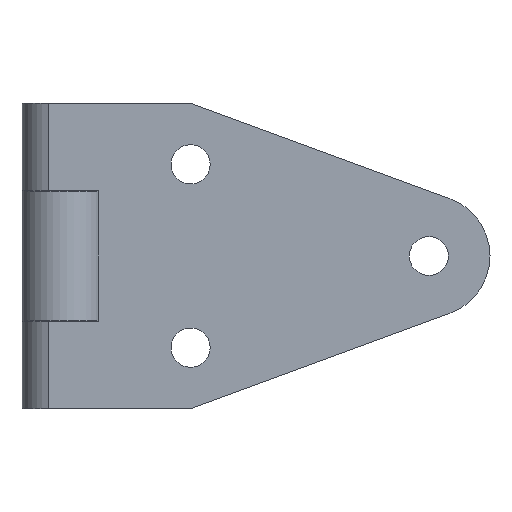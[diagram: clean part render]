
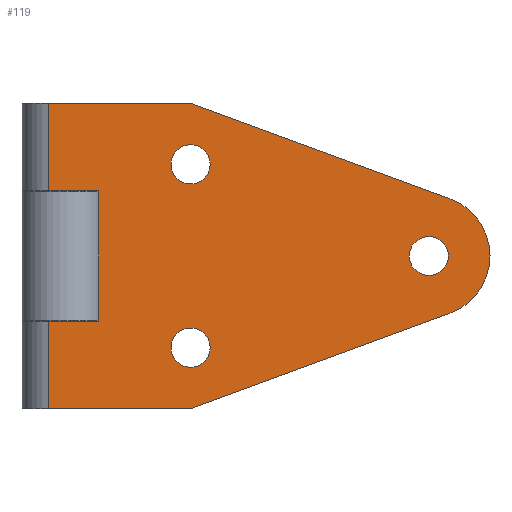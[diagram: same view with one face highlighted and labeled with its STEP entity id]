
A CAD part, front view. The second image highlights one B-rep face of the part: STEP entity #119.
In plain terms, the highlighted planar face has unit normal (0, -1, 0).
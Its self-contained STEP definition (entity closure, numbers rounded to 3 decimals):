
#119 = ADVANCED_FACE( '', ( #265, #266, #267, #268 ), #269, .T. );
#265 = FACE_BOUND( '', #441, .T. );
#266 = FACE_BOUND( '', #442, .T. );
#267 = FACE_BOUND( '', #443, .T. );
#268 = FACE_OUTER_BOUND( '', #444, .T. );
#269 = PLANE( '', #445 );
#441 = EDGE_LOOP( '', ( #718 ) );
#442 = EDGE_LOOP( '', ( #719 ) );
#443 = EDGE_LOOP( '', ( #720 ) );
#444 = EDGE_LOOP( '', ( #721, #722, #723, #724, #725, #726, #727, #728, #729, #730 ) );
#445 = AXIS2_PLACEMENT_3D( '', #731, #732, #733 );
#718 = ORIENTED_EDGE( '', *, *, #932, .F. );
#719 = ORIENTED_EDGE( '', *, *, #989, .F. );
#720 = ORIENTED_EDGE( '', *, *, #990, .F. );
#721 = ORIENTED_EDGE( '', *, *, #991, .T. );
#722 = ORIENTED_EDGE( '', *, *, #928, .T. );
#723 = ORIENTED_EDGE( '', *, *, #992, .F. );
#724 = ORIENTED_EDGE( '', *, *, #938, .T. );
#725 = ORIENTED_EDGE( '', *, *, #943, .F. );
#726 = ORIENTED_EDGE( '', *, *, #895, .F. );
#727 = ORIENTED_EDGE( '', *, *, #950, .T. );
#728 = ORIENTED_EDGE( '', *, *, #948, .T. );
#729 = ORIENTED_EDGE( '', *, *, #993, .F. );
#730 = ORIENTED_EDGE( '', *, *, #994, .T. );
#731 = CARTESIAN_POINT( '', ( -2.263, -6.2, 10.7 ) );
#732 = DIRECTION( '', ( 0., -1., 0. ) );
#733 = DIRECTION( '', ( 0., 0., -1. ) );
#895 = EDGE_CURVE( '', #1037, #1033, #1039, .T. );
#928 = EDGE_CURVE( '', #1098, #1099, #1100, .T. );
#932 = EDGE_CURVE( '', #1104, #1104, #1105, .T. );
#938 = EDGE_CURVE( '', #1114, #1115, #1116, .T. );
#943 = EDGE_CURVE( '', #1033, #1115, #1122, .T. );
#948 = EDGE_CURVE( '', #1125, #1127, #1129, .T. );
#950 = EDGE_CURVE( '', #1037, #1125, #1131, .T. );
#989 = EDGE_CURVE( '', #1187, #1187, #1188, .T. );
#990 = EDGE_CURVE( '', #1189, #1189, #1190, .T. );
#991 = EDGE_CURVE( '', #1191, #1098, #1192, .T. );
#992 = EDGE_CURVE( '', #1114, #1099, #1193, .T. );
#993 = EDGE_CURVE( '', #1194, #1127, #1195, .T. );
#994 = EDGE_CURVE( '', #1194, #1191, #1196, .T. );
#1033 = VERTEX_POINT( '', #1245 );
#1037 = VERTEX_POINT( '', #1250 );
#1039 = LINE( '', #1252, #1253 );
#1098 = VERTEX_POINT( '', #1326 );
#1099 = VERTEX_POINT( '', #1327 );
#1100 = LINE( '', #1328, #1329 );
#1104 = VERTEX_POINT( '', #1335 );
#1105 = CIRCLE( '', #1336, 3.2 );
#1114 = VERTEX_POINT( '', #1345 );
#1115 = VERTEX_POINT( '', #1346 );
#1116 = LINE( '', #1347, #1348 );
#1122 = LINE( '', #1356, #1357 );
#1125 = VERTEX_POINT( '', #1360 );
#1127 = VERTEX_POINT( '', #1362 );
#1129 = LINE( '', #1364, #1365 );
#1131 = LINE( '', #1367, #1368 );
#1187 = VERTEX_POINT( '', #1435 );
#1188 = CIRCLE( '', #1436, 3.2 );
#1189 = VERTEX_POINT( '', #1437 );
#1190 = CIRCLE( '', #1438, 3.2 );
#1191 = VERTEX_POINT( '', #1439 );
#1192 = LINE( '', #1440, #1441 );
#1193 = CIRCLE( '', #1442, 10. );
#1194 = VERTEX_POINT( '', #1443 );
#1195 = LINE( '', #1444, #1445 );
#1196 = LINE( '', #1446, #1447 );
#1245 = CARTESIAN_POINT( '', ( -2.263, -6.2, 25. ) );
#1250 = CARTESIAN_POINT( '', ( -2.263, -6.2, 10.7 ) );
#1252 = CARTESIAN_POINT( '', ( -2.263, -6.2, 10.7 ) );
#1253 = VECTOR( '', #1507, 1000. );
#1326 = CARTESIAN_POINT( '', ( 21., -6.2, -25. ) );
#1327 = CARTESIAN_POINT( '', ( 63.452, -6.2, -9.385 ) );
#1328 = CARTESIAN_POINT( '', ( 21., -6.2, -25. ) );
#1329 = VECTOR( '', #1558, 1000. );
#1335 = CARTESIAN_POINT( '', ( 60., -6.2, -3.2 ) );
#1336 = AXIS2_PLACEMENT_3D( '', #1561, #1562, #1563 );
#1345 = CARTESIAN_POINT( '', ( 63.452, -6.2, 9.385 ) );
#1346 = CARTESIAN_POINT( '', ( 21., -6.2, 25. ) );
#1347 = CARTESIAN_POINT( '', ( 63.452, -6.2, 9.385 ) );
#1348 = VECTOR( '', #1573, 1000. );
#1356 = CARTESIAN_POINT( '', ( -2.263, -6.2, 25. ) );
#1357 = VECTOR( '', #1579, 1000. );
#1360 = CARTESIAN_POINT( '', ( 5.96, -6.2, 10.7 ) );
#1362 = CARTESIAN_POINT( '', ( 5.96, -6.2, -10.7 ) );
#1364 = CARTESIAN_POINT( '', ( 5.96, -6.2, 25. ) );
#1365 = VECTOR( '', #1589, 1000. );
#1367 = CARTESIAN_POINT( '', ( -2.263, -6.2, 10.7 ) );
#1368 = VECTOR( '', #1590, 1000. );
#1435 = CARTESIAN_POINT( '', ( 21., -6.2, 11.8 ) );
#1436 = AXIS2_PLACEMENT_3D( '', #1644, #1645, #1646 );
#1437 = CARTESIAN_POINT( '', ( 21., -6.2, -18.2 ) );
#1438 = AXIS2_PLACEMENT_3D( '', #1647, #1648, #1649 );
#1439 = CARTESIAN_POINT( '', ( -2.263, -6.2, -25. ) );
#1440 = CARTESIAN_POINT( '', ( -2.263, -6.2, -25. ) );
#1441 = VECTOR( '', #1650, 1000. );
#1442 = AXIS2_PLACEMENT_3D( '', #1651, #1652, #1653 );
#1443 = CARTESIAN_POINT( '', ( -2.263, -6.2, -10.7 ) );
#1444 = CARTESIAN_POINT( '', ( -2.263, -6.2, -10.7 ) );
#1445 = VECTOR( '', #1654, 1000. );
#1446 = CARTESIAN_POINT( '', ( -2.263, -6.2, -10.7 ) );
#1447 = VECTOR( '', #1655, 1000. );
#1507 = DIRECTION( '', ( 0., 0., 1. ) );
#1558 = DIRECTION( '', ( 0.939, 0., 0.345 ) );
#1561 = CARTESIAN_POINT( '', ( 60., -6.2, 0. ) );
#1562 = DIRECTION( '', ( 0., -1., 0. ) );
#1563 = DIRECTION( '', ( 0., 0., -1. ) );
#1573 = DIRECTION( '', ( -0.939, 0., 0.345 ) );
#1579 = DIRECTION( '', ( 1., 0., 0. ) );
#1589 = DIRECTION( '', ( 0., 0., -1. ) );
#1590 = DIRECTION( '', ( 1., 0., 0. ) );
#1644 = CARTESIAN_POINT( '', ( 21., -6.2, 15. ) );
#1645 = DIRECTION( '', ( 0., -1., 0. ) );
#1646 = DIRECTION( '', ( 0., 0., -1. ) );
#1647 = CARTESIAN_POINT( '', ( 21., -6.2, -15. ) );
#1648 = DIRECTION( '', ( 0., -1., 0. ) );
#1649 = DIRECTION( '', ( 0., 0., -1. ) );
#1650 = DIRECTION( '', ( 1., 0., 0. ) );
#1651 = CARTESIAN_POINT( '', ( 60., -6.2, 0. ) );
#1652 = DIRECTION( '', ( 0., 1., 0. ) );
#1653 = DIRECTION( '', ( 1., 0., 0. ) );
#1654 = DIRECTION( '', ( 1., 0., 0. ) );
#1655 = DIRECTION( '', ( 0., 0., -1. ) );
